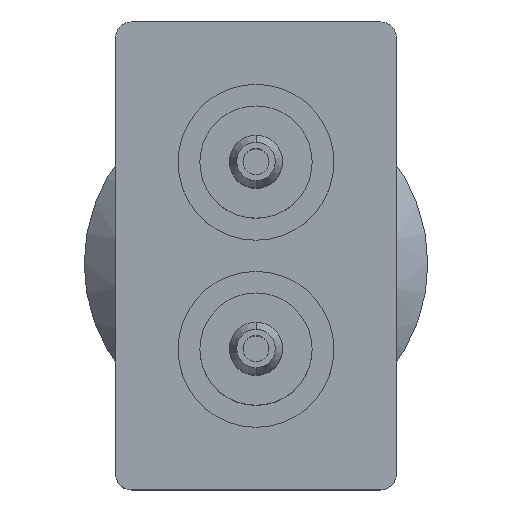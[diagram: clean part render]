
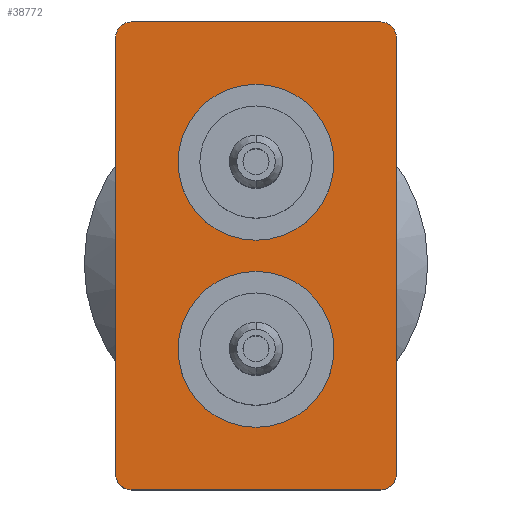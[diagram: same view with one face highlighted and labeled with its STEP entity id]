
A CAD part, top view. The second image highlights one B-rep face of the part: STEP entity #38772.
In plain terms, the highlighted planar face has unit normal (0, 0, 1).
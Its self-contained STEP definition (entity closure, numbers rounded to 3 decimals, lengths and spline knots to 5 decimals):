
#31202=DIRECTION('',(0.,-1.,0.));
#31203=VECTOR('',#31202,0.7);
#31204=CARTESIAN_POINT('',(-0.225,0.725,0.));
#31205=LINE('',#31204,#31203);
#31794=CARTESIAN_POINT('',(0.,0.525,0.));
#31795=DIRECTION('',(0.,0.,-1.));
#31796=DIRECTION('',(-1.,0.,0.));
#31797=AXIS2_PLACEMENT_3D('',#31794,#31795,#31796);
#31799=CARTESIAN_POINT('',(0.,0.525,0.));
#31800=DIRECTION('',(0.,0.,-1.));
#31801=DIRECTION('',(1.,0.,0.));
#31802=AXIS2_PLACEMENT_3D('',#31799,#31800,#31801);
#31804=CARTESIAN_POINT('',(0.,0.225,0.));
#31805=DIRECTION('',(0.,0.,-1.));
#31806=DIRECTION('',(1.,0.,0.));
#31807=AXIS2_PLACEMENT_3D('',#31804,#31805,#31806);
#31809=CARTESIAN_POINT('',(0.,0.225,0.));
#31810=DIRECTION('',(0.,0.,-1.));
#31811=DIRECTION('',(-1.,0.,0.));
#31812=AXIS2_PLACEMENT_3D('',#31809,#31810,#31811);
#31814=CARTESIAN_POINT('',(0.2,0.725,0.));
#31815=DIRECTION('',(0.,0.,1.));
#31816=DIRECTION('',(1.,0.,0.));
#31817=AXIS2_PLACEMENT_3D('',#31814,#31815,#31816);
#31819=CARTESIAN_POINT('',(0.2,0.025,0.));
#31820=DIRECTION('',(0.,0.,1.));
#31821=DIRECTION('',(0.,-1.,0.));
#31822=AXIS2_PLACEMENT_3D('',#31819,#31820,#31821);
#31824=CARTESIAN_POINT('',(-0.2,0.025,0.));
#31825=DIRECTION('',(0.,0.,1.));
#31826=DIRECTION('',(-1.,0.,0.));
#31827=AXIS2_PLACEMENT_3D('',#31824,#31825,#31826);
#31829=CARTESIAN_POINT('',(-0.2,0.725,0.));
#31830=DIRECTION('',(0.,0.,1.));
#31831=DIRECTION('',(0.,1.,0.));
#31832=AXIS2_PLACEMENT_3D('',#31829,#31830,#31831);
#31834=DIRECTION('',(1.,0.,0.));
#31835=VECTOR('',#31834,0.4);
#31836=CARTESIAN_POINT('',(-0.2,0.75,0.));
#31837=LINE('',#31836,#31835);
#32049=DIRECTION('',(1.,0.,0.));
#32050=VECTOR('',#32049,0.4);
#32051=CARTESIAN_POINT('',(-0.2,0.,0.));
#32052=LINE('',#32051,#32050);
#32093=DIRECTION('',(0.,-1.,0.));
#32094=VECTOR('',#32093,0.7);
#32095=CARTESIAN_POINT('',(0.225,0.725,0.));
#32096=LINE('',#32095,#32094);
#36712=CARTESIAN_POINT('',(-0.101,0.525,0.));
#36713=CARTESIAN_POINT('',(0.101,0.525,0.));
#36714=VERTEX_POINT('',#36712);
#36715=VERTEX_POINT('',#36713);
#36720=CARTESIAN_POINT('',(0.101,0.225,0.));
#36721=CARTESIAN_POINT('',(-0.101,0.225,0.));
#36722=VERTEX_POINT('',#36720);
#36723=VERTEX_POINT('',#36721);
#36754=CARTESIAN_POINT('',(0.225,0.725,0.));
#36755=CARTESIAN_POINT('',(0.2,0.75,0.));
#36756=VERTEX_POINT('',#36754);
#36757=VERTEX_POINT('',#36755);
#36763=CARTESIAN_POINT('',(-0.2,0.75,0.));
#36764=VERTEX_POINT('',#36763);
#36765=CARTESIAN_POINT('',(-0.225,0.725,0.));
#36766=VERTEX_POINT('',#36765);
#36767=CARTESIAN_POINT('',(-0.225,0.025,0.));
#36768=CARTESIAN_POINT('',(-0.2,0.,0.));
#36769=VERTEX_POINT('',#36767);
#36770=VERTEX_POINT('',#36768);
#36776=CARTESIAN_POINT('',(0.2,0.,0.));
#36777=VERTEX_POINT('',#36776);
#36778=CARTESIAN_POINT('',(0.225,0.025,0.));
#36779=VERTEX_POINT('',#36778);
#38740=CARTESIAN_POINT('',(-0.225,0.75,0.));
#38741=DIRECTION('',(0.,0.,1.));
#38742=DIRECTION('',(0.,-1.,0.));
#38743=AXIS2_PLACEMENT_3D('',#38740,#38741,#38742);
#38744=PLANE('',#38743);
#38745=ORIENTED_EDGE('',*,*,#38730,.F.);
#38747=ORIENTED_EDGE('',*,*,#38746,.T.);
#38749=ORIENTED_EDGE('',*,*,#38748,.F.);
#38751=ORIENTED_EDGE('',*,*,#38750,.F.);
#38753=ORIENTED_EDGE('',*,*,#38752,.F.);
#38754=ORIENTED_EDGE('',*,*,#38405,.F.);
#38755=ORIENTED_EDGE('',*,*,#38701,.F.);
#38757=ORIENTED_EDGE('',*,*,#38756,.T.);
#38758=EDGE_LOOP('',(#38745,#38747,#38749,#38751,#38753,#38754,#38755,#38757));
#38759=FACE_OUTER_BOUND('',#38758,.F.);
#38761=ORIENTED_EDGE('',*,*,#38760,.F.);
#38763=ORIENTED_EDGE('',*,*,#38762,.F.);
#38764=EDGE_LOOP('',(#38761,#38763));
#38765=FACE_BOUND('',#38764,.F.);
#38767=ORIENTED_EDGE('',*,*,#38766,.F.);
#38769=ORIENTED_EDGE('',*,*,#38768,.F.);
#38770=EDGE_LOOP('',(#38767,#38769));
#38771=FACE_BOUND('',#38770,.F.);
#38772=ADVANCED_FACE('',(#38759,#38765,#38771),#38744,.T.);
#31798=CIRCLE('',#31797,0.101);
#31803=CIRCLE('',#31802,0.101);
#31808=CIRCLE('',#31807,0.101);
#31813=CIRCLE('',#31812,0.101);
#31818=CIRCLE('',#31817,0.025);
#31823=CIRCLE('',#31822,0.025);
#31828=CIRCLE('',#31827,0.025);
#31833=CIRCLE('',#31832,0.025);
#38405=EDGE_CURVE('',#36766,#36769,#31205,.T.);
#38701=EDGE_CURVE('',#36764,#36766,#31833,.T.);
#38730=EDGE_CURVE('',#36756,#36757,#31818,.T.);
#38746=EDGE_CURVE('',#36756,#36779,#32096,.T.);
#38748=EDGE_CURVE('',#36777,#36779,#31823,.T.);
#38750=EDGE_CURVE('',#36770,#36777,#32052,.T.);
#38752=EDGE_CURVE('',#36769,#36770,#31828,.T.);
#38756=EDGE_CURVE('',#36764,#36757,#31837,.T.);
#38760=EDGE_CURVE('',#36722,#36723,#31808,.T.);
#38762=EDGE_CURVE('',#36723,#36722,#31813,.T.);
#38766=EDGE_CURVE('',#36714,#36715,#31798,.T.);
#38768=EDGE_CURVE('',#36715,#36714,#31803,.T.);
